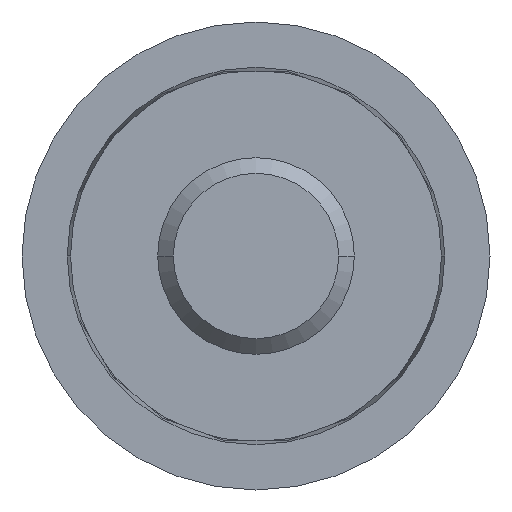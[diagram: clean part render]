
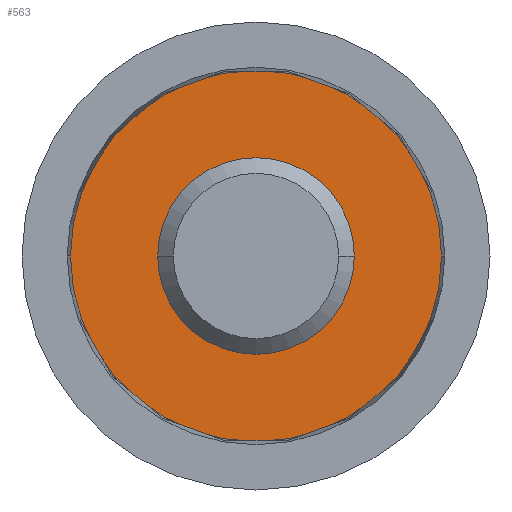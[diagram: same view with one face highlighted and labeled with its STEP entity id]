
A CAD part, front view. The second image highlights one B-rep face of the part: STEP entity #563.
In plain terms, the highlighted planar face has unit normal (0, -1, 0).
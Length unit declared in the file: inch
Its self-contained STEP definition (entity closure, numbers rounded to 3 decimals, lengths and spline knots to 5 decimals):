
#6 = AXIS2_PLACEMENT_3D ( 'NONE', #258, #86, #91 ) ;
#7 = CARTESIAN_POINT ( 'NONE',  ( 0.11646, -1.64733, 0. ) ) ;
#79 = FACE_OUTER_BOUND ( 'NONE', #473, .T. ) ;
#86 = DIRECTION ( 'NONE',  ( 0., -1., 0. ) ) ;
#91 = DIRECTION ( 'NONE',  ( 1., 0., 0. ) ) ;
#162 = FACE_BOUND ( 'NONE', #1029, .T. ) ;
#173 = PLANE ( 'NONE',  #371 ) ;
#192 = CARTESIAN_POINT ( 'NONE',  ( 0.01213, -1.64733, 0. ) ) ;
#241 = AXIS2_PLACEMENT_3D ( 'NONE', #490, #396, #739 ) ;
#244 = AXIS2_PLACEMENT_3D ( 'NONE', #965, #451, #712 ) ;
#252 = ORIENTED_EDGE ( 'NONE', *, *, #946, .T. ) ;
#258 = CARTESIAN_POINT ( 'NONE',  ( 0.01213, -1.64733, 0. ) ) ;
#279 = CIRCLE ( 'NONE', #241, 0.10433 ) ;
#281 = CIRCLE ( 'NONE', #503, 0.23411 ) ;
#338 = CIRCLE ( 'NONE', #244, 0.10433 ) ;
#345 = DIRECTION ( 'NONE',  ( -1., 0., 0. ) ) ;
#371 = AXIS2_PLACEMENT_3D ( 'NONE', #524, #437, #345 ) ;
#396 = DIRECTION ( 'NONE',  ( 0., -1., 0. ) ) ;
#402 = CARTESIAN_POINT ( 'NONE',  ( -0.22197, -1.64733, 0. ) ) ;
#434 = VERTEX_POINT ( 'NONE', #581 ) ;
#437 = DIRECTION ( 'NONE',  ( 0., 1., 0. ) ) ;
#451 = DIRECTION ( 'NONE',  ( 0., -1., 0. ) ) ;
#473 = EDGE_LOOP ( 'NONE', ( #642, #252 ) ) ;
#490 = CARTESIAN_POINT ( 'NONE',  ( 0.01213, -1.64733, 0. ) ) ;
#503 = AXIS2_PLACEMENT_3D ( 'NONE', #192, #864, #1061 ) ;
#524 = CARTESIAN_POINT ( 'NONE',  ( -0.22197, -1.64733, 0. ) ) ;
#563 = ADVANCED_FACE ( 'NONE', ( #162, #79 ), #173, .F. ) ;
#581 = CARTESIAN_POINT ( 'NONE',  ( 0.24624, -1.64733, 0. ) ) ;
#642 = ORIENTED_EDGE ( 'NONE', *, *, #955, .T. ) ;
#669 = ORIENTED_EDGE ( 'NONE', *, *, #780, .F. ) ;
#712 = DIRECTION ( 'NONE',  ( 1., 0., 0. ) ) ;
#738 = VERTEX_POINT ( 'NONE', #818 ) ;
#739 = DIRECTION ( 'NONE',  ( 1., 0., 0. ) ) ;
#780 = EDGE_CURVE ( 'NONE', #1052, #738, #279, .T. ) ;
#806 = CIRCLE ( 'NONE', #6, 0.23411 ) ;
#818 = CARTESIAN_POINT ( 'NONE',  ( -0.0922, -1.64733, 0. ) ) ;
#864 = DIRECTION ( 'NONE',  ( 0., -1., 0. ) ) ;
#883 = ORIENTED_EDGE ( 'NONE', *, *, #1066, .F. ) ;
#926 = VERTEX_POINT ( 'NONE', #402 ) ;
#946 = EDGE_CURVE ( 'NONE', #926, #434, #806, .T. ) ;
#955 = EDGE_CURVE ( 'NONE', #434, #926, #281, .T. ) ;
#965 = CARTESIAN_POINT ( 'NONE',  ( 0.01213, -1.64733, 0. ) ) ;
#1029 = EDGE_LOOP ( 'NONE', ( #669, #883 ) ) ;
#1052 = VERTEX_POINT ( 'NONE', #7 ) ;
#1061 = DIRECTION ( 'NONE',  ( 1., 0., 0. ) ) ;
#1066 = EDGE_CURVE ( 'NONE', #738, #1052, #338, .T. ) ;
